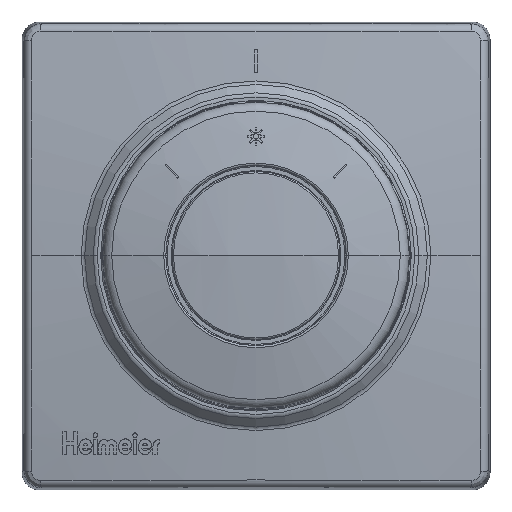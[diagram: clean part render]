
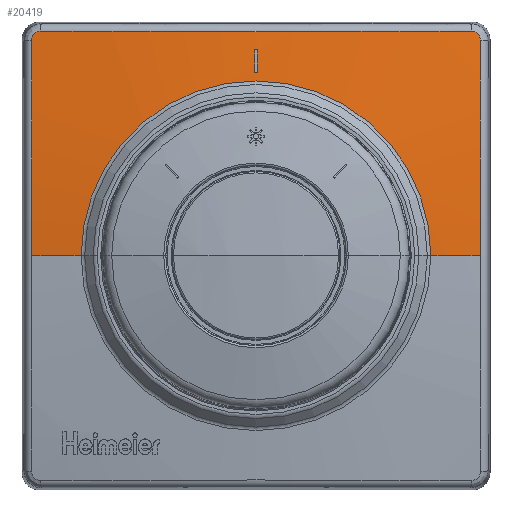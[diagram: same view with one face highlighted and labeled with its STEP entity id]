
A CAD part, top view. The second image highlights one B-rep face of the part: STEP entity #20419.
In plain terms, the highlighted spherical face has radius 300 mm.
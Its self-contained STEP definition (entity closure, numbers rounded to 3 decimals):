
#1205=CARTESIAN_POINT('',(0.,0.,-273.321));
#1206=DIRECTION('',(0.,-1.,0.));
#1207=DIRECTION('',(-0.1,0.,0.995));
#1208=AXIS2_PLACEMENT_3D('',#1205,#1206,#1207);
#1210=CARTESIAN_POINT('',(0.,0.,-273.321));
#1211=DIRECTION('',(0.,1.,0.));
#1212=DIRECTION('',(0.1,0.,0.995));
#1213=AXIS2_PLACEMENT_3D('',#1210,#1211,#1212);
#2023=CARTESIAN_POINT('',(43.797,0.,-272.557));
#2024=DIRECTION('',(-1.,0.,-0.017));
#2025=DIRECTION('',(-0.017,0.,1.));
#2026=AXIS2_PLACEMENT_3D('',#2023,#2024,#2025);
#2028=CARTESIAN_POINT('',(-43.797,0.,-272.557));
#2029=DIRECTION('',(1.,0.,-0.017));
#2030=DIRECTION('',(0.017,0.125,0.992));
#2031=AXIS2_PLACEMENT_3D('',#2028,#2029,#2030);
#2033=CARTESIAN_POINT('',(-37.151,38.658,21.849));
#2034=CARTESIAN_POINT('',(-37.217,38.659,21.84));
#2035=CARTESIAN_POINT('',(-37.348,38.65,21.825));
#2036=CARTESIAN_POINT('',(-37.543,38.612,21.805));
#2037=CARTESIAN_POINT('',(-37.731,38.549,21.79));
#2038=CARTESIAN_POINT('',(-37.909,38.461,21.778));
#2039=CARTESIAN_POINT('',(-38.073,38.352,21.771));
#2040=CARTESIAN_POINT('',(-38.221,38.222,21.769));
#2041=CARTESIAN_POINT('',(-38.351,38.073,21.771));
#2042=CARTESIAN_POINT('',(-38.461,37.909,21.778));
#2043=CARTESIAN_POINT('',(-38.548,37.732,21.79));
#2044=CARTESIAN_POINT('',(-38.612,37.543,21.805));
#2045=CARTESIAN_POINT('',(-38.65,37.348,21.825));
#2046=CARTESIAN_POINT('',(-38.659,37.217,21.84));
#2047=CARTESIAN_POINT('',(-38.658,37.151,21.849));
#2049=CARTESIAN_POINT('',(0.,43.797,-272.557));
#2050=DIRECTION('',(0.,-1.,-0.017));
#2051=DIRECTION('',(0.125,-0.017,0.992));
#2052=AXIS2_PLACEMENT_3D('',#2049,#2050,#2051);
#2054=CARTESIAN_POINT('',(38.658,37.151,21.849));
#2055=CARTESIAN_POINT('',(38.659,37.217,21.84));
#2056=CARTESIAN_POINT('',(38.65,37.348,21.825));
#2057=CARTESIAN_POINT('',(38.612,37.543,21.805));
#2058=CARTESIAN_POINT('',(38.548,37.732,21.79));
#2059=CARTESIAN_POINT('',(38.461,37.909,21.778));
#2060=CARTESIAN_POINT('',(38.351,38.073,21.771));
#2061=CARTESIAN_POINT('',(38.221,38.222,21.769));
#2062=CARTESIAN_POINT('',(38.073,38.352,21.771));
#2063=CARTESIAN_POINT('',(37.909,38.461,21.778));
#2064=CARTESIAN_POINT('',(37.731,38.549,21.79));
#2065=CARTESIAN_POINT('',(37.543,38.612,21.805));
#2066=CARTESIAN_POINT('',(37.348,38.65,21.825));
#2067=CARTESIAN_POINT('',(37.217,38.659,21.84));
#2068=CARTESIAN_POINT('',(37.151,38.658,21.849));
#2070=CARTESIAN_POINT('',(0.,35.5,-273.321));
#2071=DIRECTION('',(0.,-1.,0.));
#2072=DIRECTION('',(0.001,0.,1.));
#2073=AXIS2_PLACEMENT_3D('',#2070,#2071,#2072);
#2075=CARTESIAN_POINT('',(-0.25,0.,-273.321));
#2076=DIRECTION('',(-1.,0.,0.));
#2077=DIRECTION('',(0.,0.105,0.994));
#2078=AXIS2_PLACEMENT_3D('',#2075,#2076,#2077);
#2080=CARTESIAN_POINT('',(0.,31.5,-273.321));
#2081=DIRECTION('',(0.,-1.,0.));
#2082=DIRECTION('',(0.001,0.,1.));
#2083=AXIS2_PLACEMENT_3D('',#2080,#2081,#2082);
#2085=CARTESIAN_POINT('',(0.25,0.,-273.321));
#2086=DIRECTION('',(1.,0.,0.));
#2087=DIRECTION('',(0.,0.118,0.993));
#2088=AXIS2_PLACEMENT_3D('',#2085,#2086,#2087);
#2090=CARTESIAN_POINT('',(0.,0.,25.164));
#2091=DIRECTION('',(0.,0.,1.));
#2092=DIRECTION('',(1.,0.,0.));
#2093=AXIS2_PLACEMENT_3D('',#2090,#2091,#2092);
#18410=CARTESIAN_POINT('',(0.25,35.5,24.571));
#18411=CARTESIAN_POINT('',(-0.25,35.5,24.571));
#18412=VERTEX_POINT('',#18410);
#18413=VERTEX_POINT('',#18411);
#18696=CARTESIAN_POINT('',(-30.104,0.,
25.164));
#18697=CARTESIAN_POINT('',(30.104,0.,
25.164));
#18698=VERTEX_POINT('',#18696);
#18699=VERTEX_POINT('',#18697);
#19018=CARTESIAN_POINT('',(-0.25,31.5,25.02));
#19019=VERTEX_POINT('',#19018);
#19020=CARTESIAN_POINT('',(0.25,31.5,25.02));
#19021=VERTEX_POINT('',#19020);
#19038=CARTESIAN_POINT('',(38.618,0.,24.183));
#19039=VERTEX_POINT('',#19038);
#19040=CARTESIAN_POINT('',(38.658,37.151,21.849));
#19041=VERTEX_POINT('',#19040);
#19042=VERTEX_POINT('',#2068);
#19045=CARTESIAN_POINT('',(-37.151,38.658,
21.849));
#19046=VERTEX_POINT('',#19045);
#19049=VERTEX_POINT('',#2047);
#19051=CARTESIAN_POINT('',(-38.618,0.,24.183));
#19052=VERTEX_POINT('',#19051);
#20390=CARTESIAN_POINT('',(0.,0.,-273.321));
#20391=DIRECTION('',(0.,0.,1.));
#20392=DIRECTION('',(1.,0.,0.));
#20393=AXIS2_PLACEMENT_3D('',#20390,#20391,#20392);
#20394=SPHERICAL_SURFACE('',#20393,300.);
#20395=ORIENTED_EDGE('',*,*,#20305,.F.);
#20396=ORIENTED_EDGE('',*,*,#20108,.F.);
#20398=ORIENTED_EDGE('',*,*,#20397,.T.);
#20399=ORIENTED_EDGE('',*,*,#20104,.T.);
#20401=ORIENTED_EDGE('',*,*,#20400,.F.);
#20403=ORIENTED_EDGE('',*,*,#20402,.F.);
#20405=ORIENTED_EDGE('',*,*,#20404,.F.);
#20406=ORIENTED_EDGE('',*,*,#20381,.F.);
#20407=EDGE_LOOP('',(#20395,#20396,#20398,#20399,#20401,#20403,#20405,#20406));
#20408=FACE_OUTER_BOUND('',#20407,.F.);
#20410=ORIENTED_EDGE('',*,*,#20409,.T.);
#20412=ORIENTED_EDGE('',*,*,#20411,.F.);
#20414=ORIENTED_EDGE('',*,*,#20413,.F.);
#20416=ORIENTED_EDGE('',*,*,#20415,.F.);
#20417=EDGE_LOOP('',(#20410,#20412,#20414,#20416));
#20418=FACE_BOUND('',#20417,.F.);
#20419=ADVANCED_FACE('',(#20408,#20418),#20394,.T.);
#1209=CIRCLE('',#1208,300.);
#1214=CIRCLE('',#1213,300.);
#2027=CIRCLE('',#2026,296.785);
#2032=CIRCLE('',#2031,296.785);
#2048=B_SPLINE_CURVE_WITH_KNOTS('',3,(#2033,#2034,#2035,#2036,#2037,#2038,#2039,
#2040,#2041,#2042,#2043,#2044,#2045,#2046,#2047),.UNSPECIFIED.,.F.,.F.,(4,1,1,1,
1,1,1,1,1,1,1,1,4),(0.,0.083,0.167,0.25,
0.333,0.417,0.5,0.583,0.667,
0.75,0.833,0.917,1.),.UNSPECIFIED.);
#2053=CIRCLE('',#2052,296.785);
#2069=B_SPLINE_CURVE_WITH_KNOTS('',3,(#2054,#2055,#2056,#2057,#2058,#2059,#2060,
#2061,#2062,#2063,#2064,#2065,#2066,#2067,#2068),.UNSPECIFIED.,.F.,.F.,(4,1,1,1,
1,1,1,1,1,1,1,1,4),(0.,0.083,0.167,0.25,
0.333,0.417,0.5,0.583,0.667,
0.75,0.833,0.917,1.),.UNSPECIFIED.);
#2074=CIRCLE('',#2073,297.892);
#2079=CIRCLE('',#2078,300.);
#2084=CIRCLE('',#2083,298.342);
#2089=CIRCLE('',#2088,300.);
#2094=CIRCLE('',#2093,30.104);
#20104=EDGE_CURVE('',#18698,#19052,#1209,.T.);
#20108=EDGE_CURVE('',#18699,#19039,#1214,.T.);
#20305=EDGE_CURVE('',#19039,#19041,#2027,.T.);
#20381=EDGE_CURVE('',#19041,#19042,#2069,.T.);
#20397=EDGE_CURVE('',#18699,#18698,#2094,.T.);
#20400=EDGE_CURVE('',#19049,#19052,#2032,.T.);
#20402=EDGE_CURVE('',#19046,#19049,#2048,.T.);
#20404=EDGE_CURVE('',#19042,#19046,#2053,.T.);
#20409=EDGE_CURVE('',#18412,#18413,#2074,.T.);
#20411=EDGE_CURVE('',#19019,#18413,#2079,.T.);
#20413=EDGE_CURVE('',#19021,#19019,#2084,.T.);
#20415=EDGE_CURVE('',#18412,#19021,#2089,.T.);
